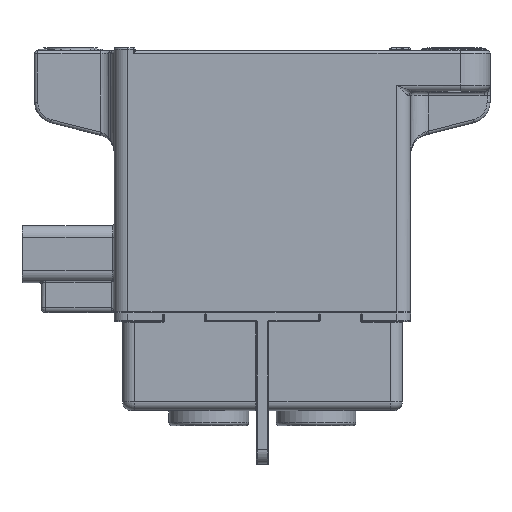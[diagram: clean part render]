
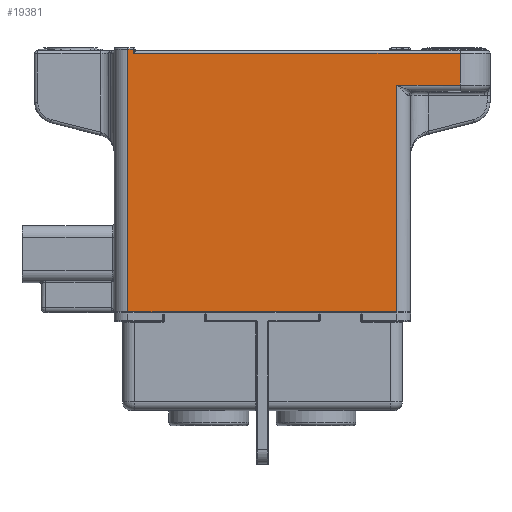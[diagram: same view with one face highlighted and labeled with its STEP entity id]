
A CAD part, top view. The second image highlights one B-rep face of the part: STEP entity #19381.
In plain terms, the highlighted planar face has unit normal (0, 0, 1).
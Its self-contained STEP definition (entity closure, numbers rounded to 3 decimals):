
#1034 = LINE ( 'NONE', #52727, #67926 ) ;
#1179 = CARTESIAN_POINT ( 'NONE',  ( -21.7, 63.5, 19.5 ) ) ;
#3311 = CARTESIAN_POINT ( 'NONE',  ( -22.6, 63.2, 19.5 ) ) ;
#3936 = LINE ( 'NONE', #69210, #46894 ) ;
#4489 = EDGE_CURVE ( 'NONE', #58315, #4963, #70779, .T. ) ;
#4963 = VERTEX_POINT ( 'NONE', #37187 ) ;
#8066 = CARTESIAN_POINT ( 'NONE',  ( 33.25, 56.2, 19.5 ) ) ;
#9004 = CARTESIAN_POINT ( 'NONE',  ( -22.6, 19., 19.5 ) ) ;
#11034 = ORIENTED_EDGE ( 'NONE', *, *, #50317, .T. ) ;
#11699 = EDGE_CURVE ( 'NONE', #4963, #26818, #3936, .T. ) ;
#11956 = EDGE_CURVE ( 'NONE', #26818, #38108, #62775, .T. ) ;
#15049 = EDGE_CURVE ( 'NONE', #71504, #33811, #42582, .T. ) ;
#16259 = CARTESIAN_POINT ( 'NONE',  ( 22.6, 19.1, 19.5 ) ) ;
#16313 = EDGE_CURVE ( 'NONE', #33811, #58315, #41571, .T. ) ;
#17231 = CARTESIAN_POINT ( 'NONE',  ( 33.25, 62.5, 19.5 ) ) ;
#19381 = ADVANCED_FACE ( 'NONE', ( #60293 ), #39610, .T. ) ;
#19856 = VECTOR ( 'NONE', #23409, 1000. ) ;
#20084 = EDGE_CURVE ( 'NONE', #38063, #71504, #1034, .T. ) ;
#22189 = VECTOR ( 'NONE', #36544, 1000. ) ;
#22220 = ORIENTED_EDGE ( 'NONE', *, *, #16313, .T. ) ;
#22900 = DIRECTION ( 'NONE',  ( 1., 0., 0. ) ) ;
#23409 = DIRECTION ( 'NONE',  ( 0., 1., 0. ) ) ;
#23490 = VECTOR ( 'NONE', #22900, 1000. ) ;
#23817 = LINE ( 'NONE', #49610, #22189 ) ;
#24158 = CARTESIAN_POINT ( 'NONE',  ( -22.6, 19.1, 19.5 ) ) ;
#25937 = CARTESIAN_POINT ( 'NONE',  ( 22.6, 56.2, 19.5 ) ) ;
#26818 = VERTEX_POINT ( 'NONE', #44602 ) ;
#28137 = DIRECTION ( 'NONE',  ( 0., 0., 1. ) ) ;
#28422 = ORIENTED_EDGE ( 'NONE', *, *, #11699, .T. ) ;
#29875 = DIRECTION ( 'NONE',  ( 0., -1., 0. ) ) ;
#31738 = EDGE_CURVE ( 'NONE', #38108, #39302, #23817, .T. ) ;
#33469 = CARTESIAN_POINT ( 'NONE',  ( -21.7, 63.2, 19.5 ) ) ;
#33811 = VERTEX_POINT ( 'NONE', #24158 ) ;
#34744 = ORIENTED_EDGE ( 'NONE', *, *, #20084, .T. ) ;
#36544 = DIRECTION ( 'NONE',  ( -1., 0., 0. ) ) ;
#36743 = AXIS2_PLACEMENT_3D ( 'NONE', #8066, #28137, #53886 ) ;
#37187 = CARTESIAN_POINT ( 'NONE',  ( 22.6, 57.2, 19.5 ) ) ;
#38063 = VERTEX_POINT ( 'NONE', #33469 ) ;
#38108 = VERTEX_POINT ( 'NONE', #17231 ) ;
#39302 = VERTEX_POINT ( 'NONE', #78409 ) ;
#39610 = PLANE ( 'NONE',  #36743 ) ;
#40107 = DIRECTION ( 'NONE',  ( -1., 0., 0. ) ) ;
#41571 = LINE ( 'NONE', #73773, #23490 ) ;
#42582 = LINE ( 'NONE', #9004, #69286 ) ;
#42676 = VECTOR ( 'NONE', #77984, 1000. ) ;
#44602 = CARTESIAN_POINT ( 'NONE',  ( 33.25, 57.2, 19.5 ) ) ;
#45698 = ORIENTED_EDGE ( 'NONE', *, *, #31738, .T. ) ;
#46894 = VECTOR ( 'NONE', #48904, 1000. ) ;
#48904 = DIRECTION ( 'NONE',  ( 1., 0., 0. ) ) ;
#49610 = CARTESIAN_POINT ( 'NONE',  ( 33.25, 62.5, 19.5 ) ) ;
#50317 = EDGE_CURVE ( 'NONE', #39302, #38063, #51634, .T. ) ;
#51634 = LINE ( 'NONE', #1179, #65463 ) ;
#52727 = CARTESIAN_POINT ( 'NONE',  ( 33.25, 63.2, 19.5 ) ) ;
#53886 = DIRECTION ( 'NONE',  ( -1., 0., 0. ) ) ;
#58315 = VERTEX_POINT ( 'NONE', #16259 ) ;
#60293 = FACE_OUTER_BOUND ( 'NONE', #66222, .T. ) ;
#62339 = CARTESIAN_POINT ( 'NONE',  ( 33.25, 56.2, 19.5 ) ) ;
#62775 = LINE ( 'NONE', #62339, #19856 ) ;
#63106 = ORIENTED_EDGE ( 'NONE', *, *, #15049, .T. ) ;
#65463 = VECTOR ( 'NONE', #66010, 1000. ) ;
#66010 = DIRECTION ( 'NONE',  ( 0., 1., 0. ) ) ;
#66222 = EDGE_LOOP ( 'NONE', ( #11034, #34744, #63106, #22220, #69038, #28422, #70269, #45698 ) ) ;
#67926 = VECTOR ( 'NONE', #40107, 1000. ) ;
#69038 = ORIENTED_EDGE ( 'NONE', *, *, #4489, .T. ) ;
#69210 = CARTESIAN_POINT ( 'NONE',  ( 33.25, 57.2, 19.5 ) ) ;
#69286 = VECTOR ( 'NONE', #29875, 1000. ) ;
#70269 = ORIENTED_EDGE ( 'NONE', *, *, #11956, .T. ) ;
#70779 = LINE ( 'NONE', #25937, #42676 ) ;
#71504 = VERTEX_POINT ( 'NONE', #3311 ) ;
#73773 = CARTESIAN_POINT ( 'NONE',  ( 33.25, 19.1, 19.5 ) ) ;
#77984 = DIRECTION ( 'NONE',  ( 0., 1., 0. ) ) ;
#78409 = CARTESIAN_POINT ( 'NONE',  ( -21.7, 62.5, 19.5 ) ) ;
